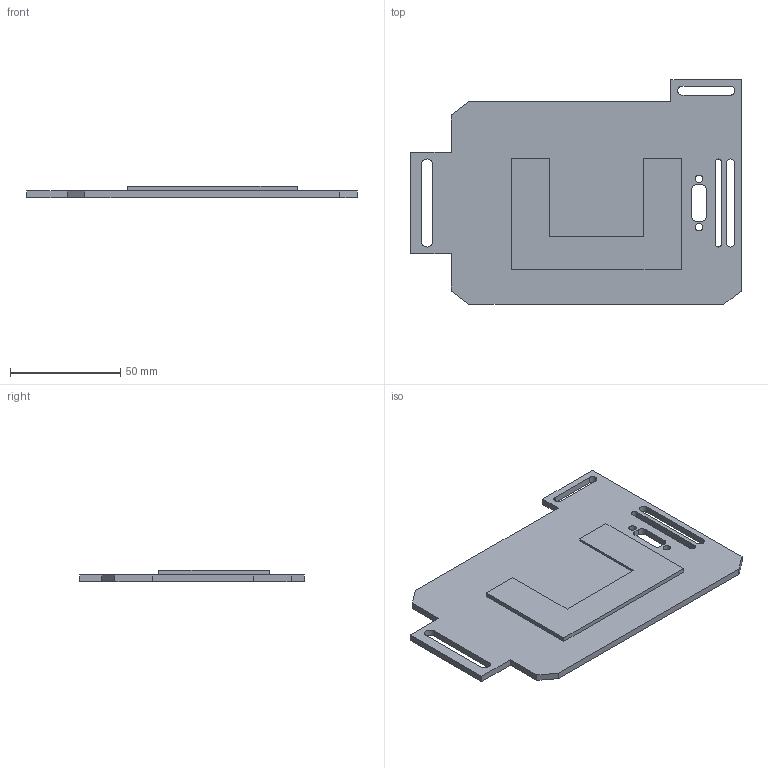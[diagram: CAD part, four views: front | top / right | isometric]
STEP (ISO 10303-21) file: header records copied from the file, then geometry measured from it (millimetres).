
FILE_DESCRIPTION(('FreeCAD Model'),'2;1');
FILE_NAME('chest_mount.step', '2021-03-15T22:47:11',('Author'),(''), 'Open CASCADE STEP processor 7.3','FreeCAD','Unknown');
FILE_SCHEMA(('AUTOMOTIVE_DESIGN { 1 0 10303 214 1 1 1 1 }'));
Length unit declared in the file: millimetre
Products named in the file (1): Chest_Mount
Bounding box: 150.3 x 102 x 5 mm (x, y, z)
Volume: 41310.4 mm3; surface area: 30268.4 mm2
Topology: 1 solids, 1 shells, 72 faces, 205 edges, 136 vertices
Faces by surface type: plane 48, cylinder 22, cone 2
Full cylindrical faces by diameter (mm): 3.4 x2
Entity records: 5095 total; most frequent: CARTESIAN_POINT 908, DIRECTION 793, LINE 525, VECTOR 525, ORIENTED_EDGE 410, PCURVE 410, DEFINITIONAL_REPRESENTATION 410, EDGE_CURVE 205
